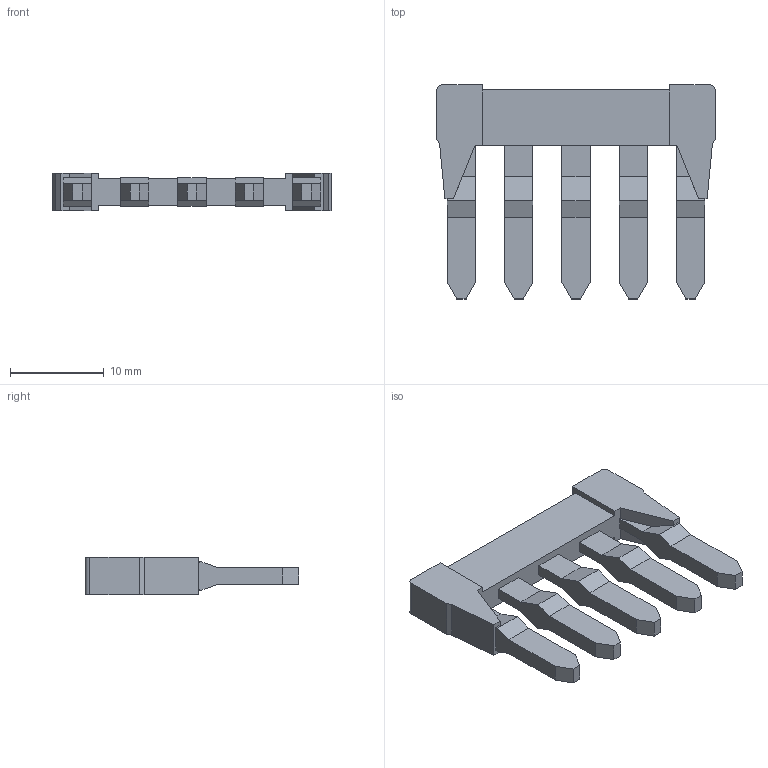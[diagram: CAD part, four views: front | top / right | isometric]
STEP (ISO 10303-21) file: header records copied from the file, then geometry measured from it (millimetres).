
FILE_DESCRIPTION((''),'2;1');
FILE_NAME('17214_SQI_4_5','2023-02-10T',('Andreas Nolte'),(''),'CREO PARAMETRIC BY PTC INC, 2017300','CREO PARAMETRIC BY PTC INC, 2017300','');
FILE_SCHEMA(('CONFIG_CONTROL_DESIGN'));
Length unit declared in the file: millimetre
Products named in the file (1): 17214_SQI_4_5
Bounding box: 29.6 x 22.78 x 4 mm (x, y, z)
Volume: 1079.4 mm3; surface area: 1436 mm2
Topology: 1 solids, 1 shells, 91 faces, 258 edges, 172 vertices
Faces by surface type: plane 89, cylinder 2
Entity records: 2976 total; most frequent: CARTESIAN_POINT 521, ORIENTED_EDGE 516, DIRECTION 444, EDGE_CURVE 258, VECTOR 254, LINE 254, VERTEX_POINT 172, AXIS2_PLACEMENT_3D 95
